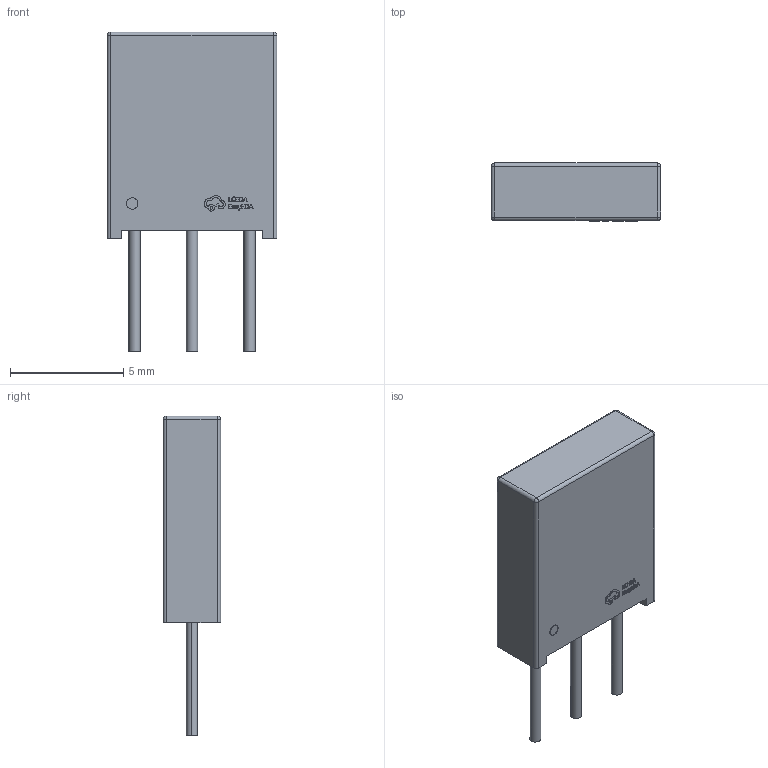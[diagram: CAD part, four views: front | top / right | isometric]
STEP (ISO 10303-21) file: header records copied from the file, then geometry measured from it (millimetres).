
FILE_DESCRIPTION (( 'STEP AP214' ), '1' );
FILE_NAME ('RES-TH_3P-L7.5-W2.5-P2.54-D0.5.STEP', '2024-05-23T15:00:42', ( '' ), ( '' ), 'SwSTEP 2.0', 'SolidWorks 2020', '' );
FILE_SCHEMA (( 'AUTOMOTIVE_DESIGN' ));
Length unit declared in the file: millimetre
Products named in the file (1): RES-TH_3P-L7.5-W2.5-P2.54-D0.5
Bounding box: 7.49 x 2.55 x 14.13 mm (x, y, z)
Volume: 170.6 mm3; surface area: 240.3 mm2
Topology: 1 solids, 1 shells, 258 faces, 691 edges, 454 vertices
Faces by surface type: plane 140, bspline 98, cylinder 16, sphere 4
Entity records: 11351 total; most frequent: CARTESIAN_POINT 2706, ORIENTED_EDGE 1374, DIRECTION 841, EDGE_CURVE 687, LINE 455, VECTOR 455, VERTEX_POINT 454, EDGE_LOOP 281
